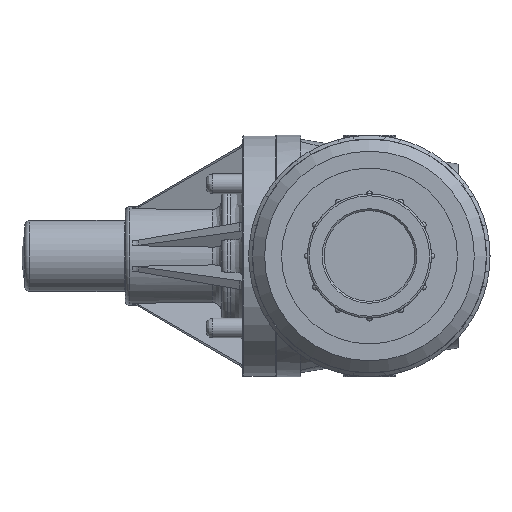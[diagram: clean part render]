
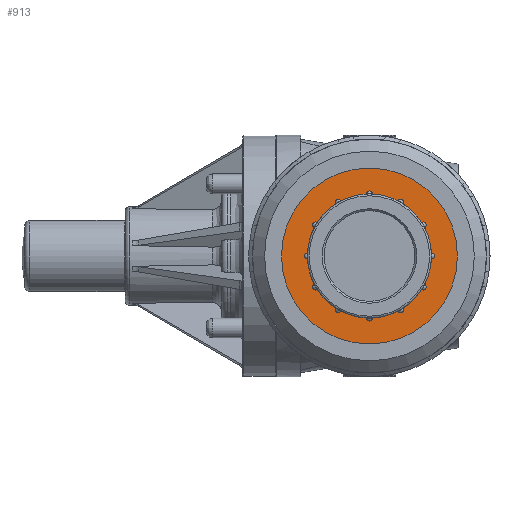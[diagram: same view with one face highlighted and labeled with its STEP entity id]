
A CAD part, left-side view. The second image highlights one B-rep face of the part: STEP entity #913.
In plain terms, the highlighted planar face has unit normal (-1, 0, 0).
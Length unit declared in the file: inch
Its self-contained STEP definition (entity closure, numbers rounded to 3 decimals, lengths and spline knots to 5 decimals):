
#679=CARTESIAN_POINT('',(-3.5315,1.4733,1.25875));
#680=DIRECTION('',(-1.0,0.0,0.0));
#681=DIRECTION('',(0.0,1.0,0.0));
#682=AXIS2_PLACEMENT_3D('',#679,#680,#681);
#683=PLANE('',#682);
#684=CARTESIAN_POINT('',(-3.5315,2.9283,0.));
#685=VERTEX_POINT('',#684);
#686=CARTESIAN_POINT('',(-3.5315,1.4733,0.));
#687=DIRECTION('',(-1.0,0.0,0.0));
#688=DIRECTION('',(0.0,-1.0,0.0));
#689=AXIS2_PLACEMENT_3D('',#686,#687,#688);
#690=CIRCLE('',#689,1.455);
#691=EDGE_CURVE('',#685,#685,#690,.T.);
#692=ORIENTED_EDGE('',*,*,#691,.T.);
#693=EDGE_LOOP('',(#692));
#694=FACE_OUTER_BOUND('',#693,.T.);
#695=CARTESIAN_POINT('',(-3.5315,1.00275,0.91342));
#696=VERTEX_POINT('',#695);
#697=CARTESIAN_POINT('',(-3.5315,0.91753,0.86422));
#698=VERTEX_POINT('',#697);
#699=CARTESIAN_POINT('',(-3.5315,0.95955,0.88984));
#700=DIRECTION('',(1.0,0.,0.));
#701=DIRECTION('',(0.,-0.5,0.866));
#702=AXIS2_PLACEMENT_3D('',#699,#700,#701);
#703=CIRCLE('',#702,0.04921);
#704=EDGE_CURVE('',#696,#698,#703,.T.);
#705=ORIENTED_EDGE('',*,*,#704,.T.);
#706=CARTESIAN_POINT('',(-3.5315,0.60908,0.55577));
#707=VERTEX_POINT('',#706);
#708=CARTESIAN_POINT('',(-3.5315,1.4733,0.));
#709=DIRECTION('',(-1.0,0.0,0.0));
#710=DIRECTION('',(0.0,0.0,1.0));
#711=AXIS2_PLACEMENT_3D('',#708,#709,#710);
#712=CIRCLE('',#711,1.0275);
#713=EDGE_CURVE('',#707,#698,#712,.T.);
#714=ORIENTED_EDGE('',*,*,#713,.F.);
#715=CARTESIAN_POINT('',(-3.5315,0.55988,0.47055));
#716=VERTEX_POINT('',#715);
#717=CARTESIAN_POINT('',(-3.5315,0.58346,0.51375));
#718=DIRECTION('',(1.0,0.,0.));
#719=DIRECTION('',(0.,-0.866,0.5));
#720=AXIS2_PLACEMENT_3D('',#717,#718,#719);
#721=CIRCLE('',#720,0.04921);
#722=EDGE_CURVE('',#707,#716,#721,.T.);
#723=ORIENTED_EDGE('',*,*,#722,.T.);
#724=CARTESIAN_POINT('',(-3.5315,0.44698,0.0492));
#725=VERTEX_POINT('',#724);
#726=CARTESIAN_POINT('',(-3.5315,1.4733,0.));
#727=DIRECTION('',(-1.0,0.0,0.0));
#728=DIRECTION('',(0.0,0.0,1.0));
#729=AXIS2_PLACEMENT_3D('',#726,#727,#728);
#730=CIRCLE('',#729,1.0275);
#731=EDGE_CURVE('',#725,#716,#730,.T.);
#732=ORIENTED_EDGE('',*,*,#731,.F.);
#733=CARTESIAN_POINT('',(-3.5315,0.44698,-0.0492));
#734=VERTEX_POINT('',#733);
#735=CARTESIAN_POINT('',(-3.5315,0.4458,0.));
#736=DIRECTION('',(1.0,0.0,0.0));
#737=DIRECTION('',(0.0,-1.0,0.0));
#738=AXIS2_PLACEMENT_3D('',#735,#736,#737);
#739=CIRCLE('',#738,0.04921);
#740=EDGE_CURVE('',#725,#734,#739,.T.);
#741=ORIENTED_EDGE('',*,*,#740,.T.);
#742=CARTESIAN_POINT('',(-3.5315,0.55988,-0.47055));
#743=VERTEX_POINT('',#742);
#744=CARTESIAN_POINT('',(-3.5315,1.4733,0.));
#745=DIRECTION('',(-1.0,0.0,0.0));
#746=DIRECTION('',(0.0,0.0,1.0));
#747=AXIS2_PLACEMENT_3D('',#744,#745,#746);
#748=CIRCLE('',#747,1.0275);
#749=EDGE_CURVE('',#743,#734,#748,.T.);
#750=ORIENTED_EDGE('',*,*,#749,.F.);
#751=CARTESIAN_POINT('',(-3.5315,0.60908,-0.55577));
#752=VERTEX_POINT('',#751);
#753=CARTESIAN_POINT('',(-3.5315,0.58346,-0.51375));
#754=DIRECTION('',(1.0,0.,0.));
#755=DIRECTION('',(0.,-0.866,-0.5));
#756=AXIS2_PLACEMENT_3D('',#753,#754,#755);
#757=CIRCLE('',#756,0.04921);
#758=EDGE_CURVE('',#743,#752,#757,.T.);
#759=ORIENTED_EDGE('',*,*,#758,.T.);
#760=CARTESIAN_POINT('',(-3.5315,0.91753,-0.86422));
#761=VERTEX_POINT('',#760);
#762=CARTESIAN_POINT('',(-3.5315,1.4733,0.));
#763=DIRECTION('',(-1.0,0.0,0.0));
#764=DIRECTION('',(0.0,0.0,1.0));
#765=AXIS2_PLACEMENT_3D('',#762,#763,#764);
#766=CIRCLE('',#765,1.0275);
#767=EDGE_CURVE('',#761,#752,#766,.T.);
#768=ORIENTED_EDGE('',*,*,#767,.F.);
#769=CARTESIAN_POINT('',(-3.5315,1.00275,-0.91342));
#770=VERTEX_POINT('',#769);
#771=CARTESIAN_POINT('',(-3.5315,0.95955,-0.88984));
#772=DIRECTION('',(1.,0.,0.));
#773=DIRECTION('',(0.,-0.5,-0.866));
#774=AXIS2_PLACEMENT_3D('',#771,#772,#773);
#775=CIRCLE('',#774,0.04921);
#776=EDGE_CURVE('',#761,#770,#775,.T.);
#777=ORIENTED_EDGE('',*,*,#776,.T.);
#778=CARTESIAN_POINT('',(-3.5315,1.4241,-1.02632));
#779=VERTEX_POINT('',#778);
#780=CARTESIAN_POINT('',(-3.5315,1.4733,0.));
#781=DIRECTION('',(-1.0,0.0,0.0));
#782=DIRECTION('',(0.0,0.0,1.0));
#783=AXIS2_PLACEMENT_3D('',#780,#781,#782);
#784=CIRCLE('',#783,1.0275);
#785=EDGE_CURVE('',#779,#770,#784,.T.);
#786=ORIENTED_EDGE('',*,*,#785,.F.);
#787=CARTESIAN_POINT('',(-3.5315,1.5225,-1.02632));
#788=VERTEX_POINT('',#787);
#789=CARTESIAN_POINT('',(-3.5315,1.4733,-1.0275));
#790=DIRECTION('',(1.0,0.0,0.0));
#791=DIRECTION('',(0.0,0.0,-1.0));
#792=AXIS2_PLACEMENT_3D('',#789,#790,#791);
#793=CIRCLE('',#792,0.04921);
#794=EDGE_CURVE('',#779,#788,#793,.T.);
#795=ORIENTED_EDGE('',*,*,#794,.T.);
#796=CARTESIAN_POINT('',(-3.5315,1.94385,-0.91342));
#797=VERTEX_POINT('',#796);
#798=CARTESIAN_POINT('',(-3.5315,1.4733,0.));
#799=DIRECTION('',(-1.0,0.0,0.0));
#800=DIRECTION('',(0.0,0.0,1.0));
#801=AXIS2_PLACEMENT_3D('',#798,#799,#800);
#802=CIRCLE('',#801,1.0275);
#803=EDGE_CURVE('',#797,#788,#802,.T.);
#804=ORIENTED_EDGE('',*,*,#803,.F.);
#805=CARTESIAN_POINT('',(-3.5315,2.02907,-0.86422));
#806=VERTEX_POINT('',#805);
#807=CARTESIAN_POINT('',(-3.5315,1.98705,-0.88984));
#808=DIRECTION('',(1.,0.,0.));
#809=DIRECTION('',(0.,0.5,-0.866));
#810=AXIS2_PLACEMENT_3D('',#807,#808,#809);
#811=CIRCLE('',#810,0.04921);
#812=EDGE_CURVE('',#797,#806,#811,.T.);
#813=ORIENTED_EDGE('',*,*,#812,.T.);
#814=CARTESIAN_POINT('',(-3.5315,2.33752,-0.55577));
#815=VERTEX_POINT('',#814);
#816=CARTESIAN_POINT('',(-3.5315,1.4733,0.));
#817=DIRECTION('',(-1.0,0.0,0.0));
#818=DIRECTION('',(0.0,0.0,1.0));
#819=AXIS2_PLACEMENT_3D('',#816,#817,#818);
#820=CIRCLE('',#819,1.0275);
#821=EDGE_CURVE('',#815,#806,#820,.T.);
#822=ORIENTED_EDGE('',*,*,#821,.F.);
#823=CARTESIAN_POINT('',(-3.5315,2.38672,-0.47055));
#824=VERTEX_POINT('',#823);
#825=CARTESIAN_POINT('',(-3.5315,2.36314,-0.51375));
#826=DIRECTION('',(1.0,0.,0.));
#827=DIRECTION('',(0.,0.866,-0.5));
#828=AXIS2_PLACEMENT_3D('',#825,#826,#827);
#829=CIRCLE('',#828,0.04921);
#830=EDGE_CURVE('',#815,#824,#829,.T.);
#831=ORIENTED_EDGE('',*,*,#830,.T.);
#832=CARTESIAN_POINT('',(-3.5315,2.49962,-0.0492));
#833=VERTEX_POINT('',#832);
#834=CARTESIAN_POINT('',(-3.5315,1.4733,0.));
#835=DIRECTION('',(-1.0,0.0,0.0));
#836=DIRECTION('',(0.0,0.0,1.0));
#837=AXIS2_PLACEMENT_3D('',#834,#835,#836);
#838=CIRCLE('',#837,1.0275);
#839=EDGE_CURVE('',#833,#824,#838,.T.);
#840=ORIENTED_EDGE('',*,*,#839,.F.);
#841=CARTESIAN_POINT('',(-3.5315,2.49962,0.0492));
#842=VERTEX_POINT('',#841);
#843=CARTESIAN_POINT('',(-3.5315,2.5008,0.));
#844=DIRECTION('',(1.0,0.0,0.0));
#845=DIRECTION('',(0.0,1.0,0.0));
#846=AXIS2_PLACEMENT_3D('',#843,#844,#845);
#847=CIRCLE('',#846,0.04921);
#848=EDGE_CURVE('',#833,#842,#847,.T.);
#849=ORIENTED_EDGE('',*,*,#848,.T.);
#850=CARTESIAN_POINT('',(-3.5315,2.38672,0.47055));
#851=VERTEX_POINT('',#850);
#852=CARTESIAN_POINT('',(-3.5315,1.4733,0.));
#853=DIRECTION('',(-1.0,0.0,0.0));
#854=DIRECTION('',(0.0,0.0,1.0));
#855=AXIS2_PLACEMENT_3D('',#852,#853,#854);
#856=CIRCLE('',#855,1.0275);
#857=EDGE_CURVE('',#851,#842,#856,.T.);
#858=ORIENTED_EDGE('',*,*,#857,.F.);
#859=CARTESIAN_POINT('',(-3.5315,2.33752,0.55577));
#860=VERTEX_POINT('',#859);
#861=CARTESIAN_POINT('',(-3.5315,2.36314,0.51375));
#862=DIRECTION('',(1.,0.,0.));
#863=DIRECTION('',(0.,0.866,0.5));
#864=AXIS2_PLACEMENT_3D('',#861,#862,#863);
#865=CIRCLE('',#864,0.04921);
#866=EDGE_CURVE('',#851,#860,#865,.T.);
#867=ORIENTED_EDGE('',*,*,#866,.T.);
#868=CARTESIAN_POINT('',(-3.5315,2.02907,0.86422));
#869=VERTEX_POINT('',#868);
#870=CARTESIAN_POINT('',(-3.5315,1.4733,0.));
#871=DIRECTION('',(-1.0,0.0,0.0));
#872=DIRECTION('',(0.0,0.0,1.0));
#873=AXIS2_PLACEMENT_3D('',#870,#871,#872);
#874=CIRCLE('',#873,1.0275);
#875=EDGE_CURVE('',#869,#860,#874,.T.);
#876=ORIENTED_EDGE('',*,*,#875,.F.);
#877=CARTESIAN_POINT('',(-3.5315,1.94385,0.91342));
#878=VERTEX_POINT('',#877);
#879=CARTESIAN_POINT('',(-3.5315,1.98705,0.88984));
#880=DIRECTION('',(1.0,0.,0.));
#881=DIRECTION('',(0.,0.5,0.866));
#882=AXIS2_PLACEMENT_3D('',#879,#880,#881);
#883=CIRCLE('',#882,0.04921);
#884=EDGE_CURVE('',#869,#878,#883,.T.);
#885=ORIENTED_EDGE('',*,*,#884,.T.);
#886=CARTESIAN_POINT('',(-3.5315,1.5225,1.02632));
#887=VERTEX_POINT('',#886);
#888=CARTESIAN_POINT('',(-3.5315,1.4733,0.));
#889=DIRECTION('',(-1.0,0.0,0.0));
#890=DIRECTION('',(0.0,0.0,1.0));
#891=AXIS2_PLACEMENT_3D('',#888,#889,#890);
#892=CIRCLE('',#891,1.0275);
#893=EDGE_CURVE('',#887,#878,#892,.T.);
#894=ORIENTED_EDGE('',*,*,#893,.F.);
#895=CARTESIAN_POINT('',(-3.5315,1.4241,1.02632));
#896=VERTEX_POINT('',#895);
#897=CARTESIAN_POINT('',(-3.5315,1.4733,1.0275));
#898=DIRECTION('',(1.0,0.0,0.0));
#899=DIRECTION('',(0.0,0.0,1.0));
#900=AXIS2_PLACEMENT_3D('',#897,#898,#899);
#901=CIRCLE('',#900,0.04921);
#902=EDGE_CURVE('',#887,#896,#901,.T.);
#903=ORIENTED_EDGE('',*,*,#902,.T.);
#904=CARTESIAN_POINT('',(-3.5315,1.4733,0.));
#905=DIRECTION('',(-1.0,0.0,0.0));
#906=DIRECTION('',(0.0,0.0,1.0));
#907=AXIS2_PLACEMENT_3D('',#904,#905,#906);
#908=CIRCLE('',#907,1.0275);
#909=EDGE_CURVE('',#696,#896,#908,.T.);
#910=ORIENTED_EDGE('',*,*,#909,.F.);
#911=EDGE_LOOP('',(#705,#714,#723,#732,#741,#750,#759,#768,#777,#786,#795,#804,#813,#822,#831,#840,#849,#858,#867,#876,#885,#894,#903,#910));
#912=FACE_BOUND('',#911,.T.);
#913=ADVANCED_FACE('',(#694,#912),#683,.T.);
